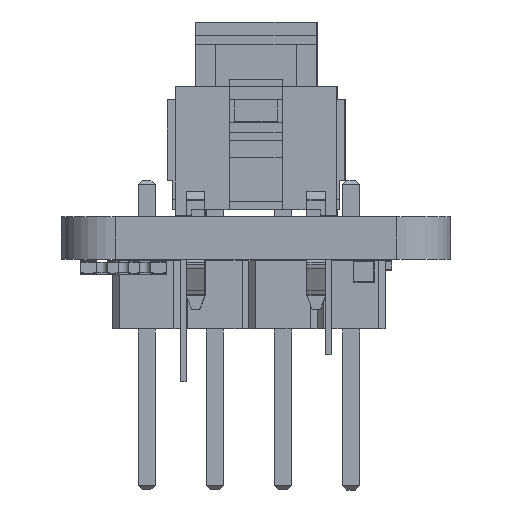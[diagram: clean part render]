
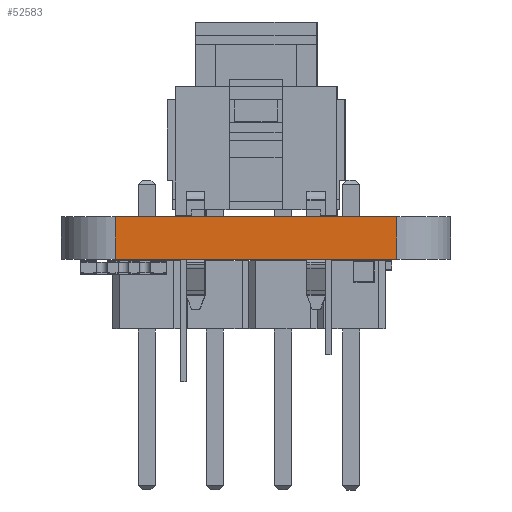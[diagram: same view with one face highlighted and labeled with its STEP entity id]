
A CAD part, left-side view. The second image highlights one B-rep face of the part: STEP entity #52583.
In plain terms, the highlighted planar face has unit normal (-1, 0, 0).
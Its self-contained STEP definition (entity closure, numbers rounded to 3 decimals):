
#49342 = PLANE('',#49343);
#49343 = AXIS2_PLACEMENT_3D('',#49344,#49345,#49346);
#49344 = CARTESIAN_POINT('',(57.5,7.25,1.6));
#49345 = DIRECTION('',(0.,0.,1.));
#49346 = DIRECTION('',(1.,0.,0.));
#49370 = CYLINDRICAL_SURFACE('',#49371,2.);
#49371 = AXIS2_PLACEMENT_3D('',#49372,#49373,#49374);
#49372 = CARTESIAN_POINT('',(2.,12.5,0.));
#49373 = DIRECTION('',(0.,0.,-1.));
#49374 = DIRECTION('',(1.,0.,0.));
#49396 = PLANE('',#49397);
#49397 = AXIS2_PLACEMENT_3D('',#49398,#49399,#49400);
#49398 = CARTESIAN_POINT('',(57.5,7.25,0.));
#49399 = DIRECTION('',(0.,0.,1.));
#49400 = DIRECTION('',(1.,0.,0.));
#49491 = VERTEX_POINT('',#49492);
#49492 = CARTESIAN_POINT('',(0.,12.5,1.6));
#49514 = EDGE_CURVE('',#49515,#49491,#49517,.T.);
#49515 = VERTEX_POINT('',#49516);
#49516 = CARTESIAN_POINT('',(0.,12.5,0.));
#49517 = SURFACE_CURVE('',#49518,(#49522,#49529),.PCURVE_S1.);
#49518 = LINE('',#49519,#49520);
#49519 = CARTESIAN_POINT('',(0.,12.5,0.));
#49520 = VECTOR('',#49521,1.);
#49521 = DIRECTION('',(0.,0.,1.));
#49522 = PCURVE('',#49370,#49523);
#49523 = DEFINITIONAL_REPRESENTATION('',(#49524),#49528);
#49524 = LINE('',#49525,#49526);
#49525 = CARTESIAN_POINT('',(-3.142,0.));
#49526 = VECTOR('',#49527,1.);
#49527 = DIRECTION('',(0.,-1.));
#49528 = ( GEOMETRIC_REPRESENTATION_CONTEXT(2) 
PARAMETRIC_REPRESENTATION_CONTEXT() REPRESENTATION_CONTEXT('2D SPACE',''
  ) );
#49529 = PCURVE('',#49530,#49535);
#49530 = PLANE('',#49531);
#49531 = AXIS2_PLACEMENT_3D('',#49532,#49533,#49534);
#49532 = CARTESIAN_POINT('',(0.,12.5,0.));
#49533 = DIRECTION('',(1.,0.,0.));
#49534 = DIRECTION('',(0.,-1.,0.));
#49535 = DEFINITIONAL_REPRESENTATION('',(#49536),#49540);
#49536 = LINE('',#49537,#49538);
#49537 = CARTESIAN_POINT('',(0.,0.));
#49538 = VECTOR('',#49539,1.);
#49539 = DIRECTION('',(0.,-1.));
#49540 = ( GEOMETRIC_REPRESENTATION_CONTEXT(2) 
PARAMETRIC_REPRESENTATION_CONTEXT() REPRESENTATION_CONTEXT('2D SPACE',''
  ) );
#49569 = EDGE_CURVE('',#49515,#49570,#49572,.T.);
#49570 = VERTEX_POINT('',#49571);
#49571 = CARTESIAN_POINT('',(0.,2.,0.));
#49572 = SURFACE_CURVE('',#49573,(#49577,#49584),.PCURVE_S1.);
#49573 = LINE('',#49574,#49575);
#49574 = CARTESIAN_POINT('',(0.,12.5,0.));
#49575 = VECTOR('',#49576,1.);
#49576 = DIRECTION('',(0.,-1.,0.));
#49577 = PCURVE('',#49396,#49578);
#49578 = DEFINITIONAL_REPRESENTATION('',(#49579),#49583);
#49579 = LINE('',#49580,#49581);
#49580 = CARTESIAN_POINT('',(-57.5,5.25));
#49581 = VECTOR('',#49582,1.);
#49582 = DIRECTION('',(0.,-1.));
#49583 = ( GEOMETRIC_REPRESENTATION_CONTEXT(2) 
PARAMETRIC_REPRESENTATION_CONTEXT() REPRESENTATION_CONTEXT('2D SPACE',''
  ) );
#49584 = PCURVE('',#49530,#49585);
#49585 = DEFINITIONAL_REPRESENTATION('',(#49586),#49590);
#49586 = LINE('',#49587,#49588);
#49587 = CARTESIAN_POINT('',(0.,0.));
#49588 = VECTOR('',#49589,1.);
#49589 = DIRECTION('',(1.,0.));
#49590 = ( GEOMETRIC_REPRESENTATION_CONTEXT(2) 
PARAMETRIC_REPRESENTATION_CONTEXT() REPRESENTATION_CONTEXT('2D SPACE',''
  ) );
#49609 = CYLINDRICAL_SURFACE('',#49610,2.);
#49610 = AXIS2_PLACEMENT_3D('',#49611,#49612,#49613);
#49611 = CARTESIAN_POINT('',(2.,2.,0.));
#49612 = DIRECTION('',(0.,0.,-1.));
#49613 = DIRECTION('',(1.,0.,0.));
#51193 = EDGE_CURVE('',#49491,#51194,#51196,.T.);
#51194 = VERTEX_POINT('',#51195);
#51195 = CARTESIAN_POINT('',(0.,2.,1.6));
#51196 = SURFACE_CURVE('',#51197,(#51201,#51208),.PCURVE_S1.);
#51197 = LINE('',#51198,#51199);
#51198 = CARTESIAN_POINT('',(0.,12.5,1.6));
#51199 = VECTOR('',#51200,1.);
#51200 = DIRECTION('',(0.,-1.,0.));
#51201 = PCURVE('',#49342,#51202);
#51202 = DEFINITIONAL_REPRESENTATION('',(#51203),#51207);
#51203 = LINE('',#51204,#51205);
#51204 = CARTESIAN_POINT('',(-57.5,5.25));
#51205 = VECTOR('',#51206,1.);
#51206 = DIRECTION('',(0.,-1.));
#51207 = ( GEOMETRIC_REPRESENTATION_CONTEXT(2) 
PARAMETRIC_REPRESENTATION_CONTEXT() REPRESENTATION_CONTEXT('2D SPACE',''
  ) );
#51208 = PCURVE('',#49530,#51209);
#51209 = DEFINITIONAL_REPRESENTATION('',(#51210),#51214);
#51210 = LINE('',#51211,#51212);
#51211 = CARTESIAN_POINT('',(0.,-1.6));
#51212 = VECTOR('',#51213,1.);
#51213 = DIRECTION('',(1.,0.));
#51214 = ( GEOMETRIC_REPRESENTATION_CONTEXT(2) 
PARAMETRIC_REPRESENTATION_CONTEXT() REPRESENTATION_CONTEXT('2D SPACE',''
  ) );
#52583 = ADVANCED_FACE('',(#52584),#49530,.F.);
#52584 = FACE_BOUND('',#52585,.F.);
#52585 = EDGE_LOOP('',(#52586,#52587,#52588,#52609));
#52586 = ORIENTED_EDGE('',*,*,#49514,.T.);
#52587 = ORIENTED_EDGE('',*,*,#51193,.T.);
#52588 = ORIENTED_EDGE('',*,*,#52589,.F.);
#52589 = EDGE_CURVE('',#49570,#51194,#52590,.T.);
#52590 = SURFACE_CURVE('',#52591,(#52595,#52602),.PCURVE_S1.);
#52591 = LINE('',#52592,#52593);
#52592 = CARTESIAN_POINT('',(0.,2.,0.));
#52593 = VECTOR('',#52594,1.);
#52594 = DIRECTION('',(0.,0.,1.));
#52595 = PCURVE('',#49530,#52596);
#52596 = DEFINITIONAL_REPRESENTATION('',(#52597),#52601);
#52597 = LINE('',#52598,#52599);
#52598 = CARTESIAN_POINT('',(10.5,0.));
#52599 = VECTOR('',#52600,1.);
#52600 = DIRECTION('',(0.,-1.));
#52601 = ( GEOMETRIC_REPRESENTATION_CONTEXT(2) 
PARAMETRIC_REPRESENTATION_CONTEXT() REPRESENTATION_CONTEXT('2D SPACE',''
  ) );
#52602 = PCURVE('',#49609,#52603);
#52603 = DEFINITIONAL_REPRESENTATION('',(#52604),#52608);
#52604 = LINE('',#52605,#52606);
#52605 = CARTESIAN_POINT('',(-3.142,0.));
#52606 = VECTOR('',#52607,1.);
#52607 = DIRECTION('',(0.,-1.));
#52608 = ( GEOMETRIC_REPRESENTATION_CONTEXT(2) 
PARAMETRIC_REPRESENTATION_CONTEXT() REPRESENTATION_CONTEXT('2D SPACE',''
  ) );
#52609 = ORIENTED_EDGE('',*,*,#49569,.F.);
